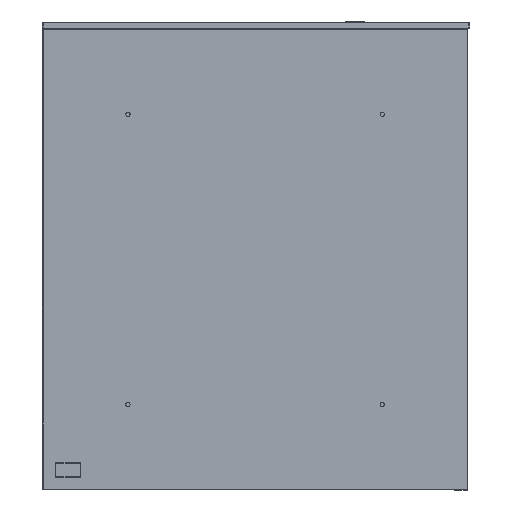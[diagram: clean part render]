
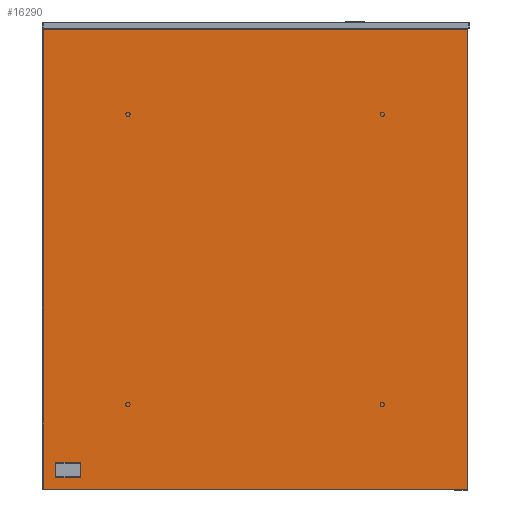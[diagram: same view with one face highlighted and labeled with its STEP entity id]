
A CAD part, left-side view. The second image highlights one B-rep face of the part: STEP entity #16290.
In plain terms, the highlighted planar face has unit normal (-1, 0, 0).
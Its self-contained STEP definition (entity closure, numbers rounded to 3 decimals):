
#16028=CARTESIAN_POINT('',(-1320.943,3185.176,1.131));
#16029=VERTEX_POINT('',#16028);
#16030=CARTESIAN_POINT('',(-1320.943,3185.176,538.869));
#16031=VERTEX_POINT('',#16030);
#16032=CARTESIAN_POINT('',(-1320.943,3185.176,1.131));
#16033=DIRECTION('',(0.0,0.0,1.0));
#16034=VECTOR('',#16033,537.737);
#16035=LINE('',#16032,#16034);
#16036=EDGE_CURVE('',#16029,#16031,#16035,.T.);
#16059=CARTESIAN_POINT('',(-1320.943,3184.845,539.2));
#16060=VERTEX_POINT('',#16059);
#16061=CARTESIAN_POINT('',(-1320.943,3185.176,538.869));
#16062=DIRECTION('',(0.0,-0.707,0.707));
#16063=VECTOR('',#16062,0.469);
#16064=LINE('',#16061,#16063);
#16065=EDGE_CURVE('',#16031,#16060,#16064,.T.);
#16083=CARTESIAN_POINT('',(-1320.943,2689.107,539.2));
#16084=VERTEX_POINT('',#16083);
#16085=CARTESIAN_POINT('',(-1320.943,3184.845,539.2));
#16086=DIRECTION('',(0.0,-1.0,0.0));
#16087=VECTOR('',#16086,495.737);
#16088=LINE('',#16085,#16087);
#16089=EDGE_CURVE('',#16060,#16084,#16088,.T.);
#16116=CARTESIAN_POINT('',(-1320.943,2688.776,538.869));
#16117=VERTEX_POINT('',#16116);
#16118=CARTESIAN_POINT('',(-1320.943,2689.107,539.2));
#16119=DIRECTION('',(0.0,-0.707,-0.707));
#16120=VECTOR('',#16119,0.469);
#16121=LINE('',#16118,#16120);
#16122=EDGE_CURVE('',#16084,#16117,#16121,.T.);
#16147=CARTESIAN_POINT('',(-1320.943,2688.776,1.131));
#16148=VERTEX_POINT('',#16147);
#16149=CARTESIAN_POINT('',(-1320.943,2688.776,538.869));
#16150=DIRECTION('',(0.0,0.0,-1.0));
#16151=VECTOR('',#16150,537.737);
#16152=LINE('',#16149,#16151);
#16153=EDGE_CURVE('',#16117,#16148,#16152,.T.);
#16178=CARTESIAN_POINT('',(-1320.943,2689.107,0.8));
#16179=VERTEX_POINT('',#16178);
#16180=CARTESIAN_POINT('',(-1320.943,2688.776,1.131));
#16181=DIRECTION('',(0.0,0.707,-0.707));
#16182=VECTOR('',#16181,0.469);
#16183=LINE('',#16180,#16182);
#16184=EDGE_CURVE('',#16148,#16179,#16183,.T.);
#16207=CARTESIAN_POINT('',(-1320.943,3184.845,0.8));
#16208=VERTEX_POINT('',#16207);
#16209=CARTESIAN_POINT('',(-1320.943,2689.107,0.8));
#16210=DIRECTION('',(0.0,1.0,0.0));
#16211=VECTOR('',#16210,495.737);
#16212=LINE('',#16209,#16211);
#16213=EDGE_CURVE('',#16179,#16208,#16212,.T.);
#16231=CARTESIAN_POINT('',(-1320.943,3184.845,0.8));
#16232=DIRECTION('',(0.0,0.707,0.707));
#16233=VECTOR('',#16232,0.469);
#16234=LINE('',#16231,#16233);
#16235=EDGE_CURVE('',#16208,#16029,#16234,.T.);
#16275=CARTESIAN_POINT('',(-1320.943,2936.976,0.799));
#16276=DIRECTION('',(-1.0,0.0,0.0));
#16277=DIRECTION('',(0.0,0.0,1.0));
#16278=AXIS2_PLACEMENT_3D('',#16275,#16276,#16277);
#16279=PLANE('',#16278);
#16280=ORIENTED_EDGE('',*,*,#16036,.F.);
#16281=ORIENTED_EDGE('',*,*,#16235,.F.);
#16282=ORIENTED_EDGE('',*,*,#16213,.F.);
#16283=ORIENTED_EDGE('',*,*,#16184,.F.);
#16284=ORIENTED_EDGE('',*,*,#16153,.F.);
#16285=ORIENTED_EDGE('',*,*,#16122,.F.);
#16286=ORIENTED_EDGE('',*,*,#16089,.F.);
#16287=ORIENTED_EDGE('',*,*,#16065,.F.);
#16288=EDGE_LOOP('',(#16280,#16281,#16282,#16283,#16284,#16285,#16286,#16287));
#16289=FACE_OUTER_BOUND('',#16288,.T.);
#16290=ADVANCED_FACE('',(#16289),#16279,.T.);
